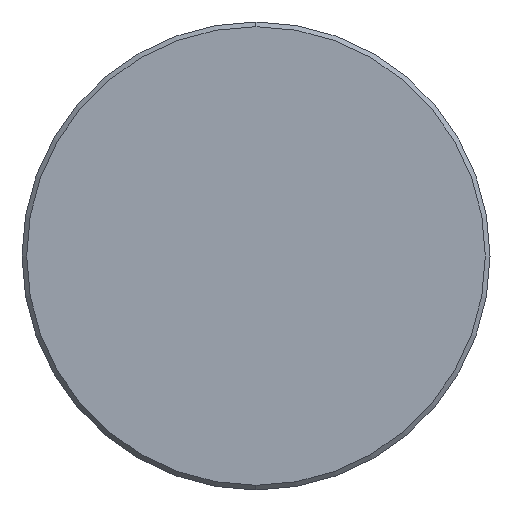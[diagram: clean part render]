
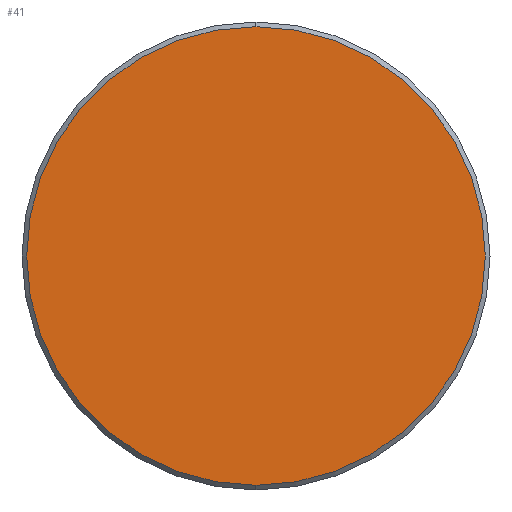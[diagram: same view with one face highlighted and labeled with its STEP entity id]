
A CAD part, left-side view. The second image highlights one B-rep face of the part: STEP entity #41.
In plain terms, the highlighted planar face has unit normal (-1, 0, 0).
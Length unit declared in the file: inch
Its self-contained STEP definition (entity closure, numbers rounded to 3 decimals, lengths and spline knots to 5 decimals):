
#6 = DIRECTION ( 'NONE',  ( 0., 0., -1. ) ) ;
#20 = EDGE_LOOP ( 'NONE', ( #233, #227 ) ) ;
#24 = DIRECTION ( 'NONE',  ( -1., 0., 0. ) ) ;
#41 = ADVANCED_FACE ( 'NONE', ( #210 ), #199, .F. ) ;
#47 = DIRECTION ( 'NONE',  ( 0., 0., -1. ) ) ;
#48 = CIRCLE ( 'NONE', #174, 0.49 ) ;
#69 = CARTESIAN_POINT ( 'NONE',  ( -12., 0., 0. ) ) ;
#71 = EDGE_CURVE ( 'NONE', #228, #126, #48, .T. ) ;
#83 = EDGE_CURVE ( 'NONE', #126, #228, #244, .T. ) ;
#89 = CARTESIAN_POINT ( 'NONE',  ( -12., 0., 0. ) ) ;
#126 = VERTEX_POINT ( 'NONE', #265 ) ;
#174 = AXIS2_PLACEMENT_3D ( 'NONE', #89, #263, #47 ) ;
#179 = AXIS2_PLACEMENT_3D ( 'NONE', #69, #24, #6 ) ;
#181 = CARTESIAN_POINT ( 'NONE',  ( -12., 0., 0. ) ) ;
#195 = DIRECTION ( 'NONE',  ( 0., 0., -1. ) ) ;
#199 = PLANE ( 'NONE',  #272 ) ;
#210 = FACE_OUTER_BOUND ( 'NONE', #20, .T. ) ;
#227 = ORIENTED_EDGE ( 'NONE', *, *, #83, .T. ) ;
#228 = VERTEX_POINT ( 'NONE', #273 ) ;
#233 = ORIENTED_EDGE ( 'NONE', *, *, #71, .T. ) ;
#235 = DIRECTION ( 'NONE',  ( 1., 0., 0. ) ) ;
#244 = CIRCLE ( 'NONE', #179, 0.49 ) ;
#263 = DIRECTION ( 'NONE',  ( -1., 0., 0. ) ) ;
#265 = CARTESIAN_POINT ( 'NONE',  ( -12., 0., 0.49 ) ) ;
#272 = AXIS2_PLACEMENT_3D ( 'NONE', #181, #235, #195 ) ;
#273 = CARTESIAN_POINT ( 'NONE',  ( -12., 0., -0.49 ) ) ;
